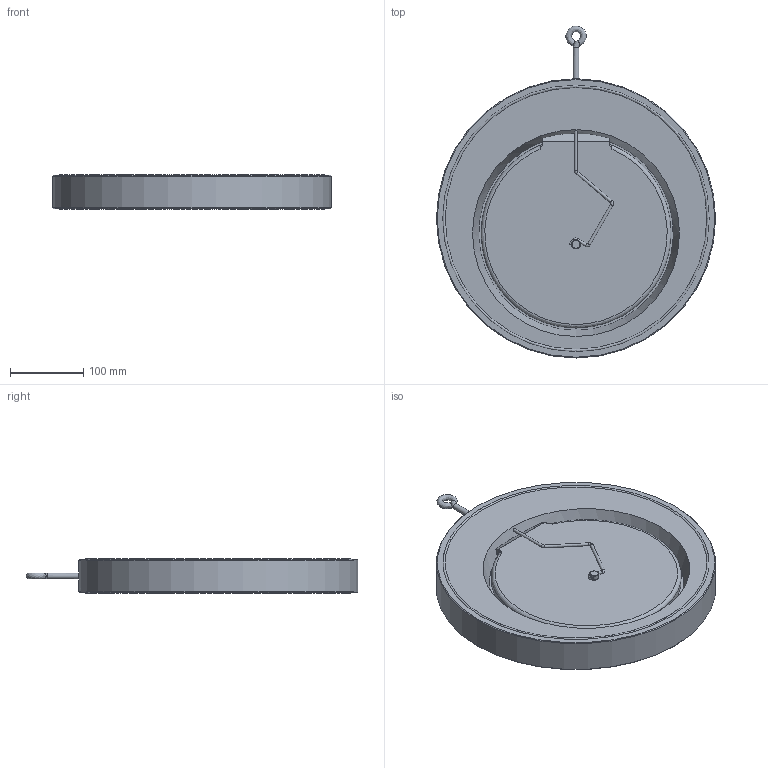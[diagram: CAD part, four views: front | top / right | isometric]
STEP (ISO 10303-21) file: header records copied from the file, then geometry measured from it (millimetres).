
FILE_DESCRIPTION (( 'STEP AP214' ), '1' );
FILE_NAME ('920-300-F.STEP', '2021-11-23T10:59:00', ( 'admin' ), ( 'Hewlett-Packard Company' ), 'SwSTEP 2.0', 'SolidWorks 2015', '' );
FILE_SCHEMA (( 'AUTOMOTIVE_DESIGN' ));
Length unit declared in the file: millimetre
Products named in the file (1): 920-300-F
Bounding box: 380 x 451.97 x 46.8 mm (x, y, z)
Volume: 3758035.9 mm3; surface area: 347135.6 mm2
Topology: 1 solids, 2 shells, 64 faces, 144 edges, 92 vertices
Faces by surface type: plane 21, bspline 19, cylinder 18, cone 6
Full cylindrical faces by diameter (mm): 4 x5, 6.75 x1, 8 x1, 12 x1, 227 x1, 380 x1
Entity records: 8133 total; most frequent: CARTESIAN_POINT 6934, ORIENTED_EDGE 212, DIRECTION 209, EDGE_CURVE 106, EDGE_LOOP 105, AXIS2_PLACEMENT_3D 93, FACE_OUTER_BOUND 87, VERTEX_POINT 83
